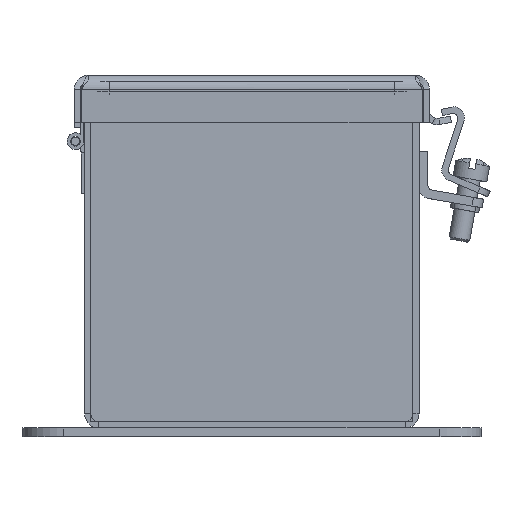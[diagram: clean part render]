
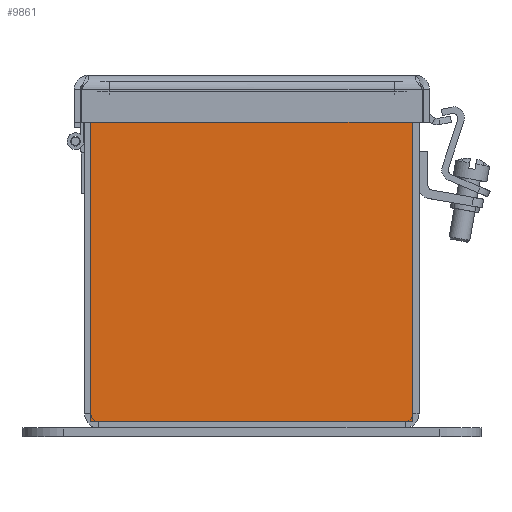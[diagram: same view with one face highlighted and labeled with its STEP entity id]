
A CAD part, left-side view. The second image highlights one B-rep face of the part: STEP entity #9861.
In plain terms, the highlighted face is planar.
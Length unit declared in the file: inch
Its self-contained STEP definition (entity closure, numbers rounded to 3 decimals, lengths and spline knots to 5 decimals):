
#360=PLANE('',#10610);
#685=FACE_OUTER_BOUND('',#1200,.T.);
#1200=EDGE_LOOP('',(#6610,#6611,#6612,#6613,#6614,#6615,#6616,#6617,#6618,
#6619,#6620,#6621));
#2227=LINE('',#14427,#3211);
#2242=LINE('',#14463,#3226);
#2245=LINE('',#14470,#3229);
#2249=LINE('',#14477,#3233);
#2251=LINE('',#14481,#3235);
#2252=LINE('',#14483,#3236);
#2253=LINE('',#14485,#3237);
#2254=LINE('',#14487,#3238);
#2255=LINE('',#14489,#3239);
#2256=LINE('',#14491,#3240);
#2257=LINE('',#14493,#3241);
#2258=LINE('',#14494,#3242);
#3211=VECTOR('',#11630,0.3937);
#3226=VECTOR('',#11669,0.3937);
#3229=VECTOR('',#11674,0.3937);
#3233=VECTOR('',#11680,0.3937);
#3235=VECTOR('',#11684,0.3937);
#3236=VECTOR('',#11685,0.3937);
#3237=VECTOR('',#11686,0.3937);
#3238=VECTOR('',#11687,0.3937);
#3239=VECTOR('',#11688,0.3937);
#3240=VECTOR('',#11689,0.3937);
#3241=VECTOR('',#11690,0.3937);
#3242=VECTOR('',#11691,0.3937);
#4176=VERTEX_POINT('',#14424);
#4177=VERTEX_POINT('',#14426);
#4186=VERTEX_POINT('',#14462);
#4188=VERTEX_POINT('',#14468);
#4189=VERTEX_POINT('',#14469);
#4192=VERTEX_POINT('',#14480);
#4193=VERTEX_POINT('',#14482);
#4194=VERTEX_POINT('',#14484);
#4195=VERTEX_POINT('',#14486);
#4196=VERTEX_POINT('',#14488);
#4197=VERTEX_POINT('',#14490);
#4198=VERTEX_POINT('',#14492);
#5106=EDGE_CURVE('',#4177,#4176,#2227,.T.);
#5124=EDGE_CURVE('',#4186,#4177,#2242,.T.);
#5127=EDGE_CURVE('',#4188,#4189,#2245,.T.);
#5131=EDGE_CURVE('',#4189,#4186,#2249,.T.);
#5133=EDGE_CURVE('',#4176,#4192,#2251,.T.);
#5134=EDGE_CURVE('',#4192,#4193,#2252,.T.);
#5135=EDGE_CURVE('',#4193,#4194,#2253,.T.);
#5136=EDGE_CURVE('',#4194,#4195,#2254,.T.);
#5137=EDGE_CURVE('',#4195,#4196,#2255,.T.);
#5138=EDGE_CURVE('',#4196,#4197,#2256,.T.);
#5139=EDGE_CURVE('',#4197,#4198,#2257,.T.);
#5140=EDGE_CURVE('',#4198,#4188,#2258,.T.);
#6610=ORIENTED_EDGE('',*,*,#5127,.T.);
#6611=ORIENTED_EDGE('',*,*,#5131,.T.);
#6612=ORIENTED_EDGE('',*,*,#5124,.T.);
#6613=ORIENTED_EDGE('',*,*,#5106,.T.);
#6614=ORIENTED_EDGE('',*,*,#5133,.T.);
#6615=ORIENTED_EDGE('',*,*,#5134,.T.);
#6616=ORIENTED_EDGE('',*,*,#5135,.T.);
#6617=ORIENTED_EDGE('',*,*,#5136,.T.);
#6618=ORIENTED_EDGE('',*,*,#5137,.T.);
#6619=ORIENTED_EDGE('',*,*,#5138,.T.);
#6620=ORIENTED_EDGE('',*,*,#5139,.T.);
#6621=ORIENTED_EDGE('',*,*,#5140,.T.);
#9861=ADVANCED_FACE('',(#685),#360,.F.);
#10610=AXIS2_PLACEMENT_3D('',#14479,#11682,#11683);
#11630=DIRECTION('',(1.,0.,0.));
#11669=DIRECTION('',(0.,1.,0.));
#11674=DIRECTION('',(0.,-1.,0.));
#11680=DIRECTION('',(1.,0.,0.));
#11682=DIRECTION('center_axis',(0.,0.,1.));
#11683=DIRECTION('ref_axis',(1.,0.,0.));
#11684=DIRECTION('',(0.,-1.,0.));
#11685=DIRECTION('',(1.,0.,0.));
#11686=DIRECTION('',(0.,1.,0.));
#11687=DIRECTION('',(1.,0.,0.));
#11688=DIRECTION('',(0.,-1.,0.));
#11689=DIRECTION('',(-1.,0.,0.));
#11690=DIRECTION('',(0.,1.,0.));
#11691=DIRECTION('',(1.,0.,0.));
#14424=CARTESIAN_POINT('',(1.4275,1.83225,0.));
#14426=CARTESIAN_POINT('',(-1.4275,1.83225,0.));
#14427=CARTESIAN_POINT('',(-0.71375,1.83225,0.));
#14462=CARTESIAN_POINT('',(-1.4275,1.83205,0.));
#14463=CARTESIAN_POINT('',(-1.4275,0.91602,0.));
#14468=CARTESIAN_POINT('',(-1.4277,1.926,0.));
#14469=CARTESIAN_POINT('',(-1.4277,1.83205,0.));
#14470=CARTESIAN_POINT('',(-1.4277,0.963,0.));
#14477=CARTESIAN_POINT('',(-0.71385,1.83205,0.));
#14479=CARTESIAN_POINT('Origin',(0.,0.,
0.));
#14480=CARTESIAN_POINT('',(1.4275,1.83205,0.));
#14481=CARTESIAN_POINT('',(1.4275,0.963,0.));
#14482=CARTESIAN_POINT('',(1.4277,1.83205,0.));
#14483=CARTESIAN_POINT('',(0.71375,1.83205,0.));
#14484=CARTESIAN_POINT('',(1.4277,1.926,0.));
#14485=CARTESIAN_POINT('',(1.4277,0.91603,0.));
#14486=CARTESIAN_POINT('',(1.926,1.926,0.));
#14487=CARTESIAN_POINT('',(-1.926,1.926,0.));
#14488=CARTESIAN_POINT('',(1.926,-1.926,0.));
#14489=CARTESIAN_POINT('',(1.926,1.926,0.));
#14490=CARTESIAN_POINT('',(-1.926,-1.926,0.));
#14491=CARTESIAN_POINT('',(1.926,-1.926,0.));
#14492=CARTESIAN_POINT('',(-1.926,1.926,0.));
#14493=CARTESIAN_POINT('',(-1.926,-1.926,0.));
#14494=CARTESIAN_POINT('',(-1.926,1.926,0.));
